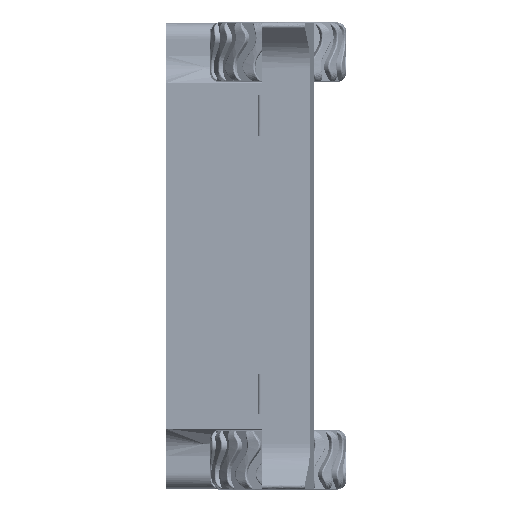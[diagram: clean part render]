
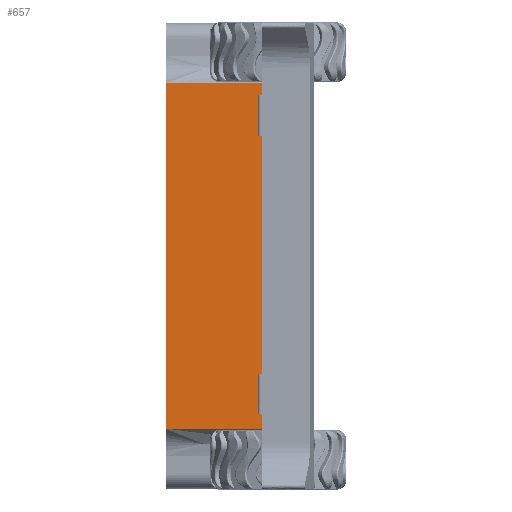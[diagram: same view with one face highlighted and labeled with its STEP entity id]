
A CAD part, left-side view. The second image highlights one B-rep face of the part: STEP entity #657.
In plain terms, the highlighted free-form (B-spline) face has degree [1, 1] with [2, 2] control points.
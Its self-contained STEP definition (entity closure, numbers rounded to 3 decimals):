
#442 = VERTEX_POINT('',#443);
#443 = CARTESIAN_POINT('',(-31.276,-23.406,
    115.221));
#450 = VERTEX_POINT('',#451);
#451 = CARTESIAN_POINT('',(-31.276,-23.406,
    117.814));
#456 = EDGE_CURVE('',#450,#442,#457,.T.);
#457 = B_SPLINE_CURVE_WITH_KNOTS('',1,(#458,#459),.UNSPECIFIED.,.F.,.F.,
  (2,2),(-40.,-37.5),.PIECEWISE_BEZIER_KNOTS.);
#458 = CARTESIAN_POINT('',(-31.276,-23.406,
    117.814));
#459 = CARTESIAN_POINT('',(-31.276,-23.406,
    115.221));
#657 = ADVANCED_FACE('',(#658),#736,.F.);
#658 = FACE_BOUND('',#659,.T.);
#659 = EDGE_LOOP('',(#660,#669,#676,#683,#690,#695,#696,#703,#710,#717,
    #724,#731));
#660 = ORIENTED_EDGE('',*,*,#661,.F.);
#661 = EDGE_CURVE('',#662,#664,#666,.T.);
#662 = VERTEX_POINT('',#663);
#663 = CARTESIAN_POINT('',(-31.276,-23.406,
    76.315));
#664 = VERTEX_POINT('',#665);
#665 = CARTESIAN_POINT('',(-31.276,-30.15,
    76.315));
#666 = B_SPLINE_CURVE_WITH_KNOTS('',1,(#667,#668),.UNSPECIFIED.,.F.,.F.,
  (2,2),(-0.,6.5),.PIECEWISE_BEZIER_KNOTS.);
#667 = CARTESIAN_POINT('',(-31.276,-23.406,
    76.315));
#668 = CARTESIAN_POINT('',(-31.276,-30.15,
    76.315));
#669 = ORIENTED_EDGE('',*,*,#670,.F.);
#670 = EDGE_CURVE('',#671,#662,#673,.T.);
#671 = VERTEX_POINT('',#672);
#672 = CARTESIAN_POINT('',(-31.276,-23.406,
    78.908));
#673 = B_SPLINE_CURVE_WITH_KNOTS('',1,(#674,#675),.UNSPECIFIED.,.F.,.F.,
  (2,2),(-2.5,-0.),.PIECEWISE_BEZIER_KNOTS.);
#674 = CARTESIAN_POINT('',(-31.276,-23.406,
    78.908));
#675 = CARTESIAN_POINT('',(-31.276,-23.406,
    76.315));
#676 = ORIENTED_EDGE('',*,*,#677,.F.);
#677 = EDGE_CURVE('',#678,#671,#680,.T.);
#678 = VERTEX_POINT('',#679);
#679 = CARTESIAN_POINT('',(-31.276,-33.781,
    78.908));
#680 = B_SPLINE_CURVE_WITH_KNOTS('',1,(#681,#682),.UNSPECIFIED.,.F.,.F.,
  (2,2),(0.,10.),.PIECEWISE_BEZIER_KNOTS.);
#681 = CARTESIAN_POINT('',(-31.276,-33.781,
    78.908));
#682 = CARTESIAN_POINT('',(-31.276,-23.406,
    78.908));
#683 = ORIENTED_EDGE('',*,*,#684,.F.);
#684 = EDGE_CURVE('',#685,#678,#687,.T.);
#685 = VERTEX_POINT('',#686);
#686 = CARTESIAN_POINT('',(-31.276,-33.781,
    115.221));
#687 = B_SPLINE_CURVE_WITH_KNOTS('',1,(#688,#689),.UNSPECIFIED.,.F.,.F.,
  (2,2),(-35.,-0.),.PIECEWISE_BEZIER_KNOTS.);
#688 = CARTESIAN_POINT('',(-31.276,-33.781,
    115.221));
#689 = CARTESIAN_POINT('',(-31.276,-33.781,
    78.908));
#690 = ORIENTED_EDGE('',*,*,#691,.T.);
#691 = EDGE_CURVE('',#685,#442,#692,.T.);
#692 = B_SPLINE_CURVE_WITH_KNOTS('',1,(#693,#694),.UNSPECIFIED.,.F.,.F.,
  (2,2),(0.,10.),.PIECEWISE_BEZIER_KNOTS.);
#693 = CARTESIAN_POINT('',(-31.276,-33.781,
    115.221));
#694 = CARTESIAN_POINT('',(-31.276,-23.406,
    115.221));
#695 = ORIENTED_EDGE('',*,*,#456,.F.);
#696 = ORIENTED_EDGE('',*,*,#697,.T.);
#697 = EDGE_CURVE('',#450,#698,#700,.T.);
#698 = VERTEX_POINT('',#699);
#699 = CARTESIAN_POINT('',(-31.276,-30.15,
    117.814));
#700 = B_SPLINE_CURVE_WITH_KNOTS('',1,(#701,#702),.UNSPECIFIED.,.F.,.F.,
  (2,2),(-0.,6.5),.PIECEWISE_BEZIER_KNOTS.);
#701 = CARTESIAN_POINT('',(-31.276,-23.406,
    117.814));
#702 = CARTESIAN_POINT('',(-31.276,-30.15,
    117.814));
#703 = ORIENTED_EDGE('',*,*,#704,.T.);
#704 = EDGE_CURVE('',#698,#705,#707,.T.);
#705 = VERTEX_POINT('',#706);
#706 = CARTESIAN_POINT('',(-31.276,-30.15,
    152.716));
#707 = B_SPLINE_CURVE_WITH_KNOTS('',1,(#708,#709),.UNSPECIFIED.,.F.,.F.,
  (2,2),(20.,53.64),.PIECEWISE_BEZIER_KNOTS.);
#708 = CARTESIAN_POINT('',(-31.276,-30.15,
    117.814));
#709 = CARTESIAN_POINT('',(-31.276,-30.15,
    152.716));
#710 = ORIENTED_EDGE('',*,*,#711,.T.);
#711 = EDGE_CURVE('',#705,#712,#714,.T.);
#712 = VERTEX_POINT('',#713);
#713 = CARTESIAN_POINT('',(-31.276,7.719,
    152.716));
#714 = B_SPLINE_CURVE_WITH_KNOTS('',1,(#715,#716),.UNSPECIFIED.,.F.,.F.,
  (2,2),(0.,36.5),.PIECEWISE_BEZIER_KNOTS.);
#715 = CARTESIAN_POINT('',(-31.276,-30.15,
    152.716));
#716 = CARTESIAN_POINT('',(-31.276,7.719,
    152.716));
#717 = ORIENTED_EDGE('',*,*,#718,.F.);
#718 = EDGE_CURVE('',#719,#712,#721,.T.);
#719 = VERTEX_POINT('',#720);
#720 = CARTESIAN_POINT('',(-31.276,7.719,
    41.394));
#721 = B_SPLINE_CURVE_WITH_KNOTS('',1,(#722,#723),.UNSPECIFIED.,.F.,.F.,
  (2,2),(-53.659,53.64),.PIECEWISE_BEZIER_KNOTS.);
#722 = CARTESIAN_POINT('',(-31.276,7.719,
    41.394));
#723 = CARTESIAN_POINT('',(-31.276,7.719,
    152.716));
#724 = ORIENTED_EDGE('',*,*,#725,.T.);
#725 = EDGE_CURVE('',#719,#726,#728,.T.);
#726 = VERTEX_POINT('',#727);
#727 = CARTESIAN_POINT('',(-31.276,-30.15,
    41.394));
#728 = B_SPLINE_CURVE_WITH_KNOTS('',1,(#729,#730),.UNSPECIFIED.,.F.,.F.,
  (2,2),(0.,36.5),.PIECEWISE_BEZIER_KNOTS.);
#729 = CARTESIAN_POINT('',(-31.276,7.719,
    41.394));
#730 = CARTESIAN_POINT('',(-31.276,-30.15,
    41.394));
#731 = ORIENTED_EDGE('',*,*,#732,.T.);
#732 = EDGE_CURVE('',#726,#664,#733,.T.);
#733 = B_SPLINE_CURVE_WITH_KNOTS('',1,(#734,#735),.UNSPECIFIED.,.F.,.F.,
  (2,2),(-53.659,-20.),.PIECEWISE_BEZIER_KNOTS.);
#734 = CARTESIAN_POINT('',(-31.276,-30.15,
    41.394));
#735 = CARTESIAN_POINT('',(-31.276,-30.15,
    76.315));
#736 = B_SPLINE_SURFACE_WITH_KNOTS('',1,1,(
    (#737,#738)
    ,(#739,#740
    )),.UNSPECIFIED.,.F.,.F.,.F.,(2,2),(2,2),(-53.64,
    53.659),(-40.,0.),.PIECEWISE_BEZIER_KNOTS.);
#737 = CARTESIAN_POINT('',(-31.276,-33.781,
    152.716));
#738 = CARTESIAN_POINT('',(-31.276,7.719,
    152.716));
#739 = CARTESIAN_POINT('',(-31.276,-33.781,
    41.394));
#740 = CARTESIAN_POINT('',(-31.276,7.719,
    41.394));
